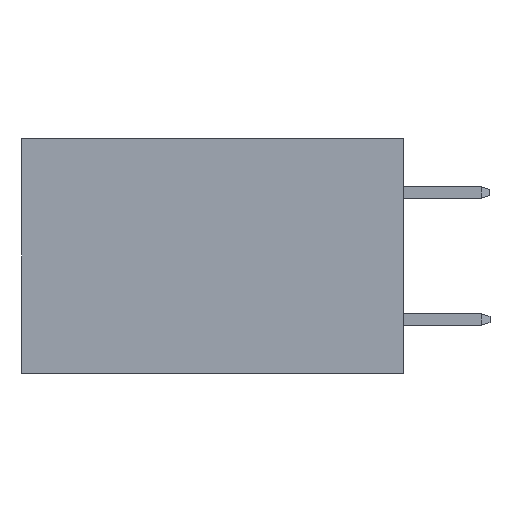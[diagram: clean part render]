
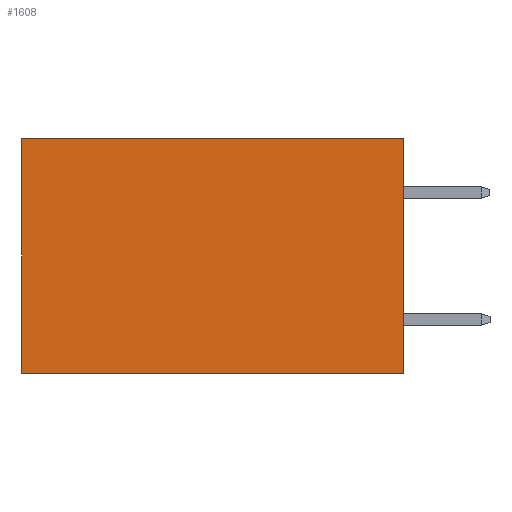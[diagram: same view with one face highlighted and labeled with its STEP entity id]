
A CAD part, left-side view. The second image highlights one B-rep face of the part: STEP entity #1608.
In plain terms, the highlighted planar face has unit normal (-1, 0, 0).
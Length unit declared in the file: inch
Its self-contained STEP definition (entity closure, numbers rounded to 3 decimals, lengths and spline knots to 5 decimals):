
#58 = DIRECTION ( 'NONE',  ( 0., 0., -1. ) ) ;
#432 = FACE_OUTER_BOUND ( 'NONE', #3244, .T. ) ;
#485 = DIRECTION ( 'NONE',  ( 0., 0., -1. ) ) ;
#689 = EDGE_CURVE ( 'NONE', #1861, #8389, #1100, .T. ) ;
#694 = VECTOR ( 'NONE', #4373, 39.37008 ) ;
#1100 = LINE ( 'NONE', #7981, #2360 ) ;
#1487 = ORIENTED_EDGE ( 'NONE', *, *, #689, .T. ) ;
#1608 = ADVANCED_FACE ( 'NONE', ( #432 ), #3500, .F. ) ;
#1861 = VERTEX_POINT ( 'NONE', #5131 ) ;
#1878 = VERTEX_POINT ( 'NONE', #3618 ) ;
#2360 = VECTOR ( 'NONE', #4273, 39.37008 ) ;
#3010 = LINE ( 'NONE', #6688, #694 ) ;
#3244 = EDGE_LOOP ( 'NONE', ( #1487, #4896, #5626, #7751 ) ) ;
#3500 = PLANE ( 'NONE',  #6757 ) ;
#3618 = CARTESIAN_POINT ( 'NONE',  ( 0.2875, 0., -0.37 ) ) ;
#3774 = LINE ( 'NONE', #5905, #6603 ) ;
#4273 = DIRECTION ( 'NONE',  ( 0., 0., -1. ) ) ;
#4299 = CARTESIAN_POINT ( 'NONE',  ( 0.2875, 0., 0. ) ) ;
#4373 = DIRECTION ( 'NONE',  ( 0., 1., 0. ) ) ;
#4596 = CARTESIAN_POINT ( 'NONE',  ( 0.2875, 0.6, -0.37 ) ) ;
#4896 = ORIENTED_EDGE ( 'NONE', *, *, #5088, .F. ) ;
#5088 = EDGE_CURVE ( 'NONE', #1878, #8389, #3774, .T. ) ;
#5104 = VERTEX_POINT ( 'NONE', #6711 ) ;
#5131 = CARTESIAN_POINT ( 'NONE',  ( 0.2875, 0.6, 0. ) ) ;
#5626 = ORIENTED_EDGE ( 'NONE', *, *, #6354, .F. ) ;
#5905 = CARTESIAN_POINT ( 'NONE',  ( 0.2875, 0., -0.37 ) ) ;
#6354 = EDGE_CURVE ( 'NONE', #5104, #1878, #6415, .T. ) ;
#6415 = LINE ( 'NONE', #7843, #8910 ) ;
#6603 = VECTOR ( 'NONE', #9893, 39.37008 ) ;
#6688 = CARTESIAN_POINT ( 'NONE',  ( 0.2875, 0., 0. ) ) ;
#6711 = CARTESIAN_POINT ( 'NONE',  ( 0.2875, 0., 0. ) ) ;
#6757 = AXIS2_PLACEMENT_3D ( 'NONE', #4299, #7407, #485 ) ;
#7042 = EDGE_CURVE ( 'NONE', #5104, #1861, #3010, .T. ) ;
#7407 = DIRECTION ( 'NONE',  ( 1., 0., 0. ) ) ;
#7751 = ORIENTED_EDGE ( 'NONE', *, *, #7042, .T. ) ;
#7843 = CARTESIAN_POINT ( 'NONE',  ( 0.2875, 0., 0. ) ) ;
#7981 = CARTESIAN_POINT ( 'NONE',  ( 0.2875, 0.6, 0. ) ) ;
#8389 = VERTEX_POINT ( 'NONE', #4596 ) ;
#8910 = VECTOR ( 'NONE', #58, 39.37008 ) ;
#9893 = DIRECTION ( 'NONE',  ( 0., 1., 0. ) ) ;
